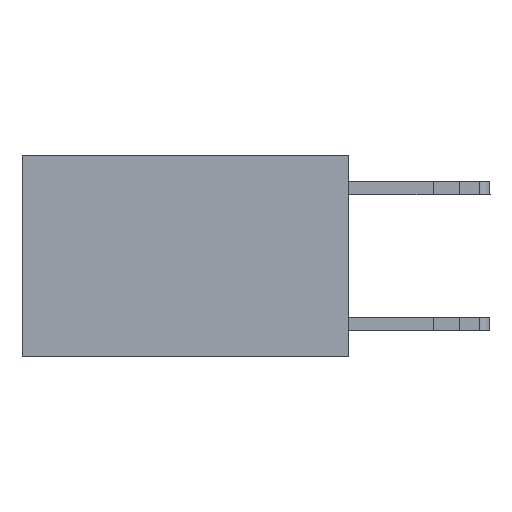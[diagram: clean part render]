
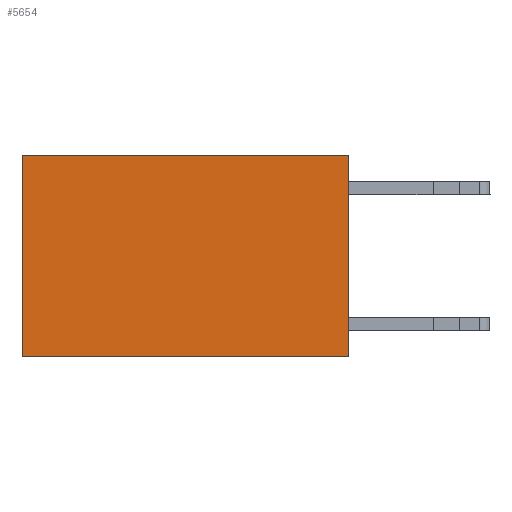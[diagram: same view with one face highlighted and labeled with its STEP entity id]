
A CAD part, left-side view. The second image highlights one B-rep face of the part: STEP entity #5654.
In plain terms, the highlighted planar face has unit normal (-1, 0, 0).
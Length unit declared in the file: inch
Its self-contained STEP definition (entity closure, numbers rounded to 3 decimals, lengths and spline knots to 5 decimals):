
#207 = CARTESIAN_POINT ( 'NONE',  ( 0.2625, 0., 0. ) ) ;
#424 = ORIENTED_EDGE ( 'NONE', *, *, #8743, .F. ) ;
#712 = VECTOR ( 'NONE', #11867, 39.37008 ) ;
#768 = LINE ( 'NONE', #15419, #17035 ) ;
#791 = ORIENTED_EDGE ( 'NONE', *, *, #12226, .T. ) ;
#1340 = VERTEX_POINT ( 'NONE', #15503 ) ;
#1382 = VERTEX_POINT ( 'NONE', #3666 ) ;
#1551 = EDGE_LOOP ( 'NONE', ( #8239, #14360, #424, #791 ) ) ;
#1620 = PLANE ( 'NONE',  #2660 ) ;
#2589 = CARTESIAN_POINT ( 'NONE',  ( 0.2625, 0., -0.37 ) ) ;
#2660 = AXIS2_PLACEMENT_3D ( 'NONE', #207, #14952, #7881 ) ;
#3666 = CARTESIAN_POINT ( 'NONE',  ( 0.2625, 0.6, 0. ) ) ;
#3760 = FACE_OUTER_BOUND ( 'NONE', #1551, .T. ) ;
#4098 = EDGE_CURVE ( 'NONE', #1382, #1340, #12698, .T. ) ;
#5151 = CARTESIAN_POINT ( 'NONE',  ( 0.2625, 0., -0.37 ) ) ;
#5654 = ADVANCED_FACE ( 'NONE', ( #3760 ), #1620, .F. ) ;
#6130 = CARTESIAN_POINT ( 'NONE',  ( 0.2625, 0.6, 0. ) ) ;
#6321 = CARTESIAN_POINT ( 'NONE',  ( 0.2625, 0., 0. ) ) ;
#6686 = CARTESIAN_POINT ( 'NONE',  ( 0.2625, 0., 0. ) ) ;
#7812 = VERTEX_POINT ( 'NONE', #2589 ) ;
#7881 = DIRECTION ( 'NONE',  ( 0., 0., -1. ) ) ;
#8033 = VECTOR ( 'NONE', #14619, 39.37008 ) ;
#8239 = ORIENTED_EDGE ( 'NONE', *, *, #4098, .T. ) ;
#8675 = VERTEX_POINT ( 'NONE', #6321 ) ;
#8743 = EDGE_CURVE ( 'NONE', #8675, #7812, #768, .T. ) ;
#9327 = LINE ( 'NONE', #5151, #8033 ) ;
#10662 = EDGE_CURVE ( 'NONE', #7812, #1340, #9327, .T. ) ;
#11867 = DIRECTION ( 'NONE',  ( 0., 1., 0. ) ) ;
#12226 = EDGE_CURVE ( 'NONE', #8675, #1382, #13175, .T. ) ;
#12550 = VECTOR ( 'NONE', #13826, 39.37008 ) ;
#12698 = LINE ( 'NONE', #6130, #12550 ) ;
#13175 = LINE ( 'NONE', #6686, #712 ) ;
#13826 = DIRECTION ( 'NONE',  ( 0., 0., -1. ) ) ;
#14287 = DIRECTION ( 'NONE',  ( 0., 0., -1. ) ) ;
#14360 = ORIENTED_EDGE ( 'NONE', *, *, #10662, .F. ) ;
#14619 = DIRECTION ( 'NONE',  ( 0., 1., 0. ) ) ;
#14952 = DIRECTION ( 'NONE',  ( 1., 0., 0. ) ) ;
#15419 = CARTESIAN_POINT ( 'NONE',  ( 0.2625, 0., 0. ) ) ;
#15503 = CARTESIAN_POINT ( 'NONE',  ( 0.2625, 0.6, -0.37 ) ) ;
#17035 = VECTOR ( 'NONE', #14287, 39.37008 ) ;
